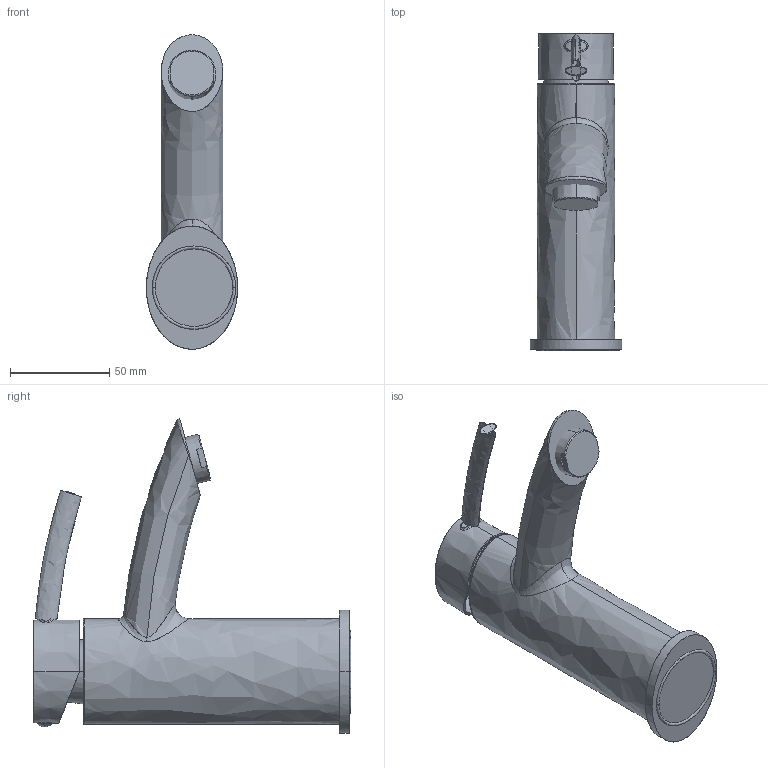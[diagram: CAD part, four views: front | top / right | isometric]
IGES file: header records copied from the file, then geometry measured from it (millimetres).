
Start section:  PTC IGES file: BR071CR.igs
Global section: file name: BR071CR.igs; native system: Creo Parametric by PTC Inc.; preprocessor: 2019030; author: ut2; organization: Unknown; date: 20190709.164742; units: millimetre
Bounding box: 46 x 159.9 x 158.31 mm (x, y, z)
Surface area: 45174.3 mm2 (no closed solid volume)
Topology: 0 solids, 0 shells, 54 faces, 232 edges, 226 vertices
Faces by surface type: bspline 40, revolution 14
